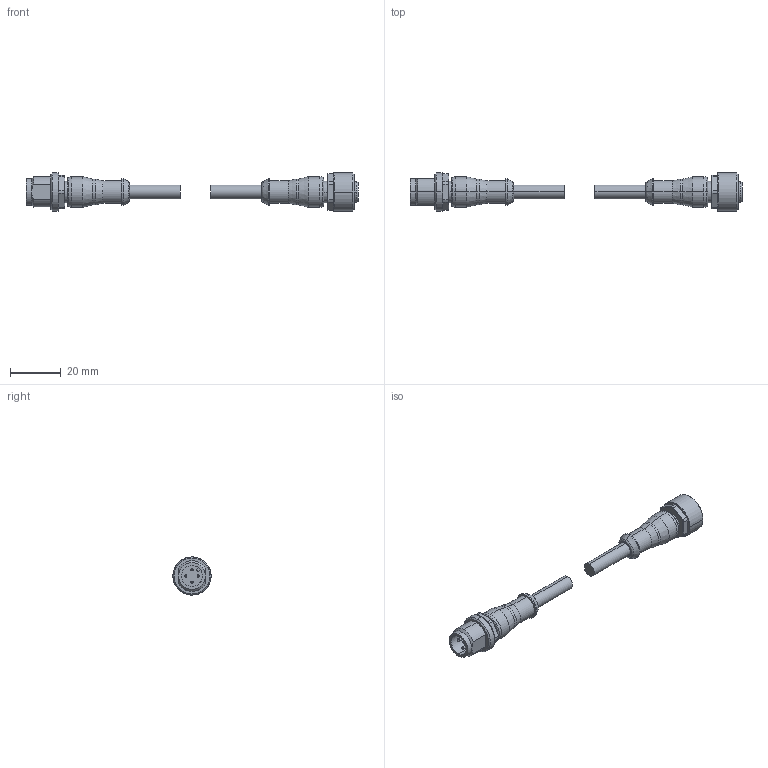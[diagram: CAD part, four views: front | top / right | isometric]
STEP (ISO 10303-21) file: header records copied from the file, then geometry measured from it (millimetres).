
FILE_DESCRIPTION (( 'STEP AP203' ), '1' );
FILE_NAME ('7000-40021-0340100.step', '2022-10-27T12:56:41', ( '' ), ( '' ), 'SwSTEP 2.0', 'SolidWorks 2021', '' );
FILE_SCHEMA (( 'CONFIG_CONTROL_DESIGN' ));
Length unit declared in the file: inch
Products named in the file (3): 7000-40021-0340100_MALE; 7000-40021-0340100_FEMALE; 7000-40021-0340100
Assembly tree (2 placements, depth 2):
  7000-40021-0340100
    7000-40021-0340100_MALE
    7000-40021-0340100_FEMALE
Bounding box: 130.5 x 15 x 15 mm (x, y, z)
Volume: 7995.1 mm3; surface area: 5116.3 mm2
Topology: 2 solids, 2 shells, 188 faces, 407 edges, 245 vertices
Faces by surface type: cylinder 69, plane 58, cone 41, bspline 12, torus 8
Entity records: 5734 total; most frequent: CARTESIAN_POINT 1305, DIRECTION 931, ORIENTED_EDGE 814, EDGE_CURVE 407, AXIS2_PLACEMENT_3D 385, VERTEX_POINT 245, EDGE_LOOP 210, CIRCLE 204
